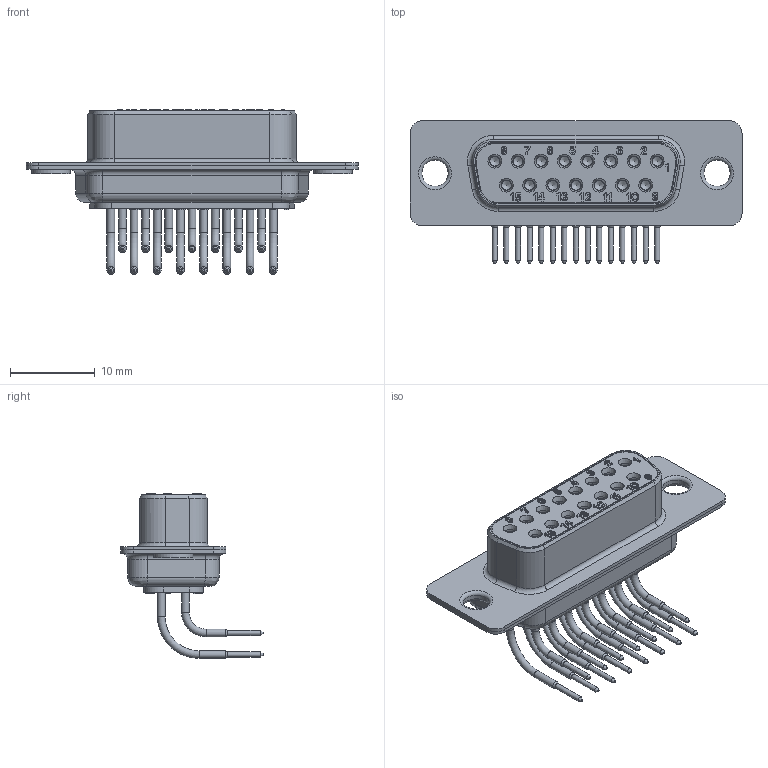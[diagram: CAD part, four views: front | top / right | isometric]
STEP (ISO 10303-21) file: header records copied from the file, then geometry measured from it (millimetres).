
FILE_DESCRIPTION(/* description */ ('I15S'),/* implementation_level */ '2;1');
FILE_NAME(/* name */ 'K050066.stp',/* time_stamp */ '2017-04-28T17:00:07+02:00',/* author */ ('M. Rickli'),/* organization */ (''),/* preprocessor_version */ 'ST-DEVELOPER v15.6',/* originating_system */ 'Autodesk Inventor 2015',/* authorisation */ '');
FILE_SCHEMA (('AUTOMOTIVE_DESIGN { 1 0 10303 214 3 1 1 }'));
Length unit declared in the file: millimetre
Products named in the file (6): N00404_BG; R+B00918_BG; R+B00917_BG; R+B00153_BG; R+B00144_BG; K050066
Assembly tree (18 placements, depth 2):
  K050066
    N00404_BG
    R+B00918_BG  x8
    R+B00917_BG  x7
    R+B00153_BG
    R+B00144_BG
Bounding box: 39.2 x 16.8 x 19.44 mm (x, y, z)
Volume: 2418.3 mm3; surface area: 6552.6 mm2
Topology: 18 solids, 18 shells, 2875 faces, 7747 edges, 5062 vertices
Faces by surface type: plane 1714, cylinder 854, cone 154, bspline 84, torus 69
Full cylindrical faces by diameter (mm): 0.242 x2, 0.281 x2, 0.6 x15, 0.9 x30, 1.6 x45, 1.7 x15, 1.92 x15, 1.96 x45, 2.3 x15, 3.1 x2, 3.9 x2, 4.06 x2, 4.6 x2
Entity records: 33824 total; most frequent: CARTESIAN_POINT 11243, ORIENTED_EDGE 4632, DIRECTION 4464, EDGE_CURVE 2316, VERTEX_POINT 1574, LINE 1490, VECTOR 1490, AXIS2_PLACEMENT_3D 1487
